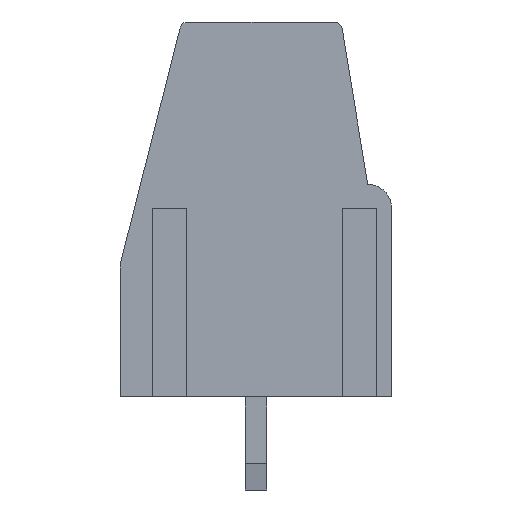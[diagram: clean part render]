
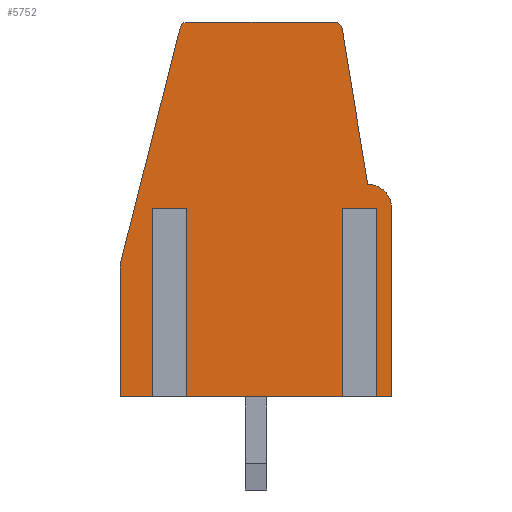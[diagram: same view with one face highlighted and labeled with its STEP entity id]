
A CAD part, left-side view. The second image highlights one B-rep face of the part: STEP entity #5752.
In plain terms, the highlighted planar face has unit normal (-1, 0, 0).
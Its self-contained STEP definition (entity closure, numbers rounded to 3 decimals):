
#3514 = VERTEX_POINT('',#3515);
#3515 = CARTESIAN_POINT('',(-27.94,2.586,14.1));
#3521 = EDGE_CURVE('',#3522,#3514,#3524,.T.);
#3522 = VERTEX_POINT('',#3523);
#3523 = CARTESIAN_POINT('',(-27.94,-2.925,14.1));
#3524 = LINE('',#3525,#3526);
#3525 = CARTESIAN_POINT('',(-27.94,-3.18,14.1));
#3526 = VECTOR('',#3527,1.);
#3527 = DIRECTION('',(0.,1.,0.));
#5576 = VERTEX_POINT('',#5577);
#5577 = CARTESIAN_POINT('',(-27.94,2.877,13.874));
#5583 = EDGE_CURVE('',#3514,#5576,#5584,.T.);
#5584 = CIRCLE('',#5585,0.3);
#5585 = AXIS2_PLACEMENT_3D('',#5586,#5587,#5588);
#5586 = CARTESIAN_POINT('',(-27.94,2.586,13.8));
#5587 = DIRECTION('',(-1.,0.,0.));
#5588 = DIRECTION('',(0.,-1.,0.));
#5752 = ADVANCED_FACE('',(#5753),#5877,.T.);
#5753 = FACE_BOUND('',#5754,.T.);
#5754 = EDGE_LOOP('',(#5755,#5765,#5773,#5781,#5789,#5797,#5806,#5814,
    #5821,#5822,#5823,#5831,#5839,#5847,#5855,#5863,#5871));
#5755 = ORIENTED_EDGE('',*,*,#5756,.F.);
#5756 = EDGE_CURVE('',#5757,#5759,#5761,.T.);
#5757 = VERTEX_POINT('',#5758);
#5758 = CARTESIAN_POINT('',(-27.94,-3.581,7.1));
#5759 = VERTEX_POINT('',#5760);
#5760 = CARTESIAN_POINT('',(-27.94,-3.581,0.));
#5761 = LINE('',#5762,#5763);
#5762 = CARTESIAN_POINT('',(-27.94,-3.581,6.7));
#5763 = VECTOR('',#5764,1.);
#5764 = DIRECTION('',(0.,0.,-1.));
#5765 = ORIENTED_EDGE('',*,*,#5766,.F.);
#5766 = EDGE_CURVE('',#5767,#5757,#5769,.T.);
#5767 = VERTEX_POINT('',#5768);
#5768 = CARTESIAN_POINT('',(-27.94,-4.179,7.1));
#5769 = LINE('',#5770,#5771);
#5770 = CARTESIAN_POINT('',(-27.94,-4.179,7.1));
#5771 = VECTOR('',#5772,1.);
#5772 = DIRECTION('',(0.,1.,0.));
#5773 = ORIENTED_EDGE('',*,*,#5774,.T.);
#5774 = EDGE_CURVE('',#5767,#5775,#5777,.T.);
#5775 = VERTEX_POINT('',#5776);
#5776 = CARTESIAN_POINT('',(-27.94,-4.179,0.));
#5777 = LINE('',#5778,#5779);
#5778 = CARTESIAN_POINT('',(-27.94,-4.179,6.7));
#5779 = VECTOR('',#5780,1.);
#5780 = DIRECTION('',(0.,0.,-1.));
#5781 = ORIENTED_EDGE('',*,*,#5782,.T.);
#5782 = EDGE_CURVE('',#5775,#5783,#5785,.T.);
#5783 = VERTEX_POINT('',#5784);
#5784 = CARTESIAN_POINT('',(-27.94,-5.08,0.));
#5785 = LINE('',#5786,#5787);
#5786 = CARTESIAN_POINT('',(-27.94,5.12,0.));
#5787 = VECTOR('',#5788,1.);
#5788 = DIRECTION('',(0.,-1.,0.));
#5789 = ORIENTED_EDGE('',*,*,#5790,.T.);
#5790 = EDGE_CURVE('',#5783,#5791,#5793,.T.);
#5791 = VERTEX_POINT('',#5792);
#5792 = CARTESIAN_POINT('',(-27.94,-5.08,7.1));
#5793 = LINE('',#5794,#5795);
#5794 = CARTESIAN_POINT('',(-27.94,-5.08,0.));
#5795 = VECTOR('',#5796,1.);
#5796 = DIRECTION('',(0.,0.,1.));
#5797 = ORIENTED_EDGE('',*,*,#5798,.T.);
#5798 = EDGE_CURVE('',#5791,#5799,#5801,.T.);
#5799 = VERTEX_POINT('',#5800);
#5800 = CARTESIAN_POINT('',(-27.94,-4.18,8.));
#5801 = CIRCLE('',#5802,0.9);
#5802 = AXIS2_PLACEMENT_3D('',#5803,#5804,#5805);
#5803 = CARTESIAN_POINT('',(-27.94,-4.18,7.1));
#5804 = DIRECTION('',(-1.,0.,0.));
#5805 = DIRECTION('',(0.,1.,0.));
#5806 = ORIENTED_EDGE('',*,*,#5807,.T.);
#5807 = EDGE_CURVE('',#5799,#5808,#5810,.T.);
#5808 = VERTEX_POINT('',#5809);
#5809 = CARTESIAN_POINT('',(-27.94,-3.221,13.849));
#5810 = LINE('',#5811,#5812);
#5811 = CARTESIAN_POINT('',(-27.94,-4.18,8.));
#5812 = VECTOR('',#5813,1.);
#5813 = DIRECTION('',(0.,0.162,0.987));
#5814 = ORIENTED_EDGE('',*,*,#5815,.T.);
#5815 = EDGE_CURVE('',#5808,#3522,#5816,.T.);
#5816 = CIRCLE('',#5817,0.3);
#5817 = AXIS2_PLACEMENT_3D('',#5818,#5819,#5820);
#5818 = CARTESIAN_POINT('',(-27.94,-2.925,13.8));
#5819 = DIRECTION('',(-1.,0.,0.));
#5820 = DIRECTION('',(0.,-1.,0.));
#5821 = ORIENTED_EDGE('',*,*,#3521,.T.);
#5822 = ORIENTED_EDGE('',*,*,#5583,.T.);
#5823 = ORIENTED_EDGE('',*,*,#5824,.T.);
#5824 = EDGE_CURVE('',#5576,#5825,#5827,.T.);
#5825 = VERTEX_POINT('',#5826);
#5826 = CARTESIAN_POINT('',(-27.94,5.12,5.));
#5827 = LINE('',#5828,#5829);
#5828 = CARTESIAN_POINT('',(-27.94,2.82,14.1));
#5829 = VECTOR('',#5830,1.);
#5830 = DIRECTION('',(0.,0.245,-0.97));
#5831 = ORIENTED_EDGE('',*,*,#5832,.T.);
#5832 = EDGE_CURVE('',#5825,#5833,#5835,.T.);
#5833 = VERTEX_POINT('',#5834);
#5834 = CARTESIAN_POINT('',(-27.94,5.12,0.));
#5835 = LINE('',#5836,#5837);
#5836 = CARTESIAN_POINT('',(-27.94,5.12,5.));
#5837 = VECTOR('',#5838,1.);
#5838 = DIRECTION('',(0.,0.,-1.));
#5839 = ORIENTED_EDGE('',*,*,#5840,.T.);
#5840 = EDGE_CURVE('',#5833,#5841,#5843,.T.);
#5841 = VERTEX_POINT('',#5842);
#5842 = CARTESIAN_POINT('',(-27.94,3.569,0.));
#5843 = LINE('',#5844,#5845);
#5844 = CARTESIAN_POINT('',(-27.94,5.12,0.));
#5845 = VECTOR('',#5846,1.);
#5846 = DIRECTION('',(0.,-1.,0.));
#5847 = ORIENTED_EDGE('',*,*,#5848,.F.);
#5848 = EDGE_CURVE('',#5849,#5841,#5851,.T.);
#5849 = VERTEX_POINT('',#5850);
#5850 = CARTESIAN_POINT('',(-27.94,3.569,7.1));
#5851 = LINE('',#5852,#5853);
#5852 = CARTESIAN_POINT('',(-27.94,3.569,6.7));
#5853 = VECTOR('',#5854,1.);
#5854 = DIRECTION('',(0.,0.,-1.));
#5855 = ORIENTED_EDGE('',*,*,#5856,.F.);
#5856 = EDGE_CURVE('',#5857,#5849,#5859,.T.);
#5857 = VERTEX_POINT('',#5858);
#5858 = CARTESIAN_POINT('',(-27.94,2.971,7.1));
#5859 = LINE('',#5860,#5861);
#5860 = CARTESIAN_POINT('',(-27.94,2.971,7.1));
#5861 = VECTOR('',#5862,1.);
#5862 = DIRECTION('',(0.,1.,0.));
#5863 = ORIENTED_EDGE('',*,*,#5864,.T.);
#5864 = EDGE_CURVE('',#5857,#5865,#5867,.T.);
#5865 = VERTEX_POINT('',#5866);
#5866 = CARTESIAN_POINT('',(-27.94,2.971,0.));
#5867 = LINE('',#5868,#5869);
#5868 = CARTESIAN_POINT('',(-27.94,2.971,6.7));
#5869 = VECTOR('',#5870,1.);
#5870 = DIRECTION('',(0.,0.,-1.));
#5871 = ORIENTED_EDGE('',*,*,#5872,.T.);
#5872 = EDGE_CURVE('',#5865,#5759,#5873,.T.);
#5873 = LINE('',#5874,#5875);
#5874 = CARTESIAN_POINT('',(-27.94,5.12,0.));
#5875 = VECTOR('',#5876,1.);
#5876 = DIRECTION('',(0.,-1.,0.));
#5877 = PLANE('',#5878);
#5878 = AXIS2_PLACEMENT_3D('',#5879,#5880,#5881);
#5879 = CARTESIAN_POINT('',(-27.94,-4.18,7.1));
#5880 = DIRECTION('',(-1.,0.,0.));
#5881 = DIRECTION('',(0.,-1.,0.));
